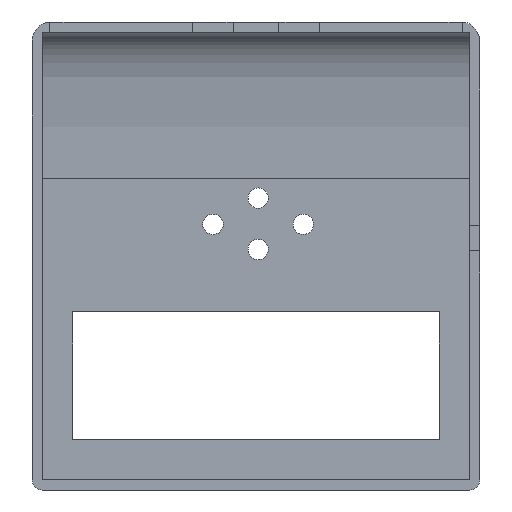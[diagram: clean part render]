
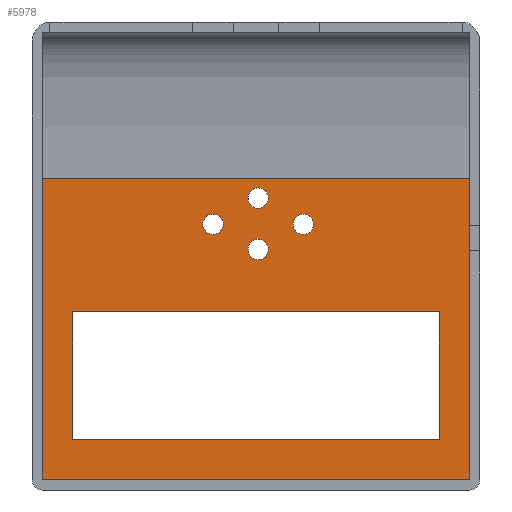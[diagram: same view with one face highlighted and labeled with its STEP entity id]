
A CAD part, front view. The second image highlights one B-rep face of the part: STEP entity #5978.
In plain terms, the highlighted planar face has unit normal (0, -1, 0).
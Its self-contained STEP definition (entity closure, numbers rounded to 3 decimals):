
#45 = FACE_BOUND ( 'NONE', #1583, .T. ) ;
#150 = AXIS2_PLACEMENT_3D ( 'NONE', #487, #488, #489 ) ;
#153 = FACE_BOUND ( 'NONE', #1569, .T. ) ;
#305 = AXIS2_PLACEMENT_3D ( 'NONE', #2837, #2838, #2839 ) ;
#307 = AXIS2_PLACEMENT_3D ( 'NONE', #2794, #2798, #2799 ) ;
#310 = AXIS2_PLACEMENT_3D ( 'NONE', #2818, #2822, #2823 ) ;
#314 = FACE_BOUND ( 'NONE', #1547, .T. ) ;
#315 = FACE_BOUND ( 'NONE', #1546, .T. ) ;
#316 = FACE_OUTER_BOUND ( 'NONE', #6208, .T. ) ;
#319 = FACE_BOUND ( 'NONE', #1548, .T. ) ;
#486 = PLANE ( 'NONE',  #150 ) ;
#487 = CARTESIAN_POINT ( 'NONE',  ( 0., 16., 0. ) ) ;
#488 = DIRECTION ( 'NONE',  ( 0., 1., 0. ) ) ;
#489 = DIRECTION ( 'NONE',  ( 0., 0., 1. ) ) ;
#1290 = ORIENTED_EDGE ( 'NONE', *, *, #1946, .T. ) ;
#1292 = ORIENTED_EDGE ( 'NONE', *, *, #1945, .T. ) ;
#1293 = ORIENTED_EDGE ( 'NONE', *, *, #1947, .T. ) ;
#1294 = ORIENTED_EDGE ( 'NONE', *, *, #2037, .T. ) ;
#1295 = ORIENTED_EDGE ( 'NONE', *, *, #1948, .T. ) ;
#1296 = ORIENTED_EDGE ( 'NONE', *, *, #2042, .T. ) ;
#1297 = ORIENTED_EDGE ( 'NONE', *, *, #1950, .T. ) ;
#1298 = ORIENTED_EDGE ( 'NONE', *, *, #2048, .T. ) ;
#1299 = ORIENTED_EDGE ( 'NONE', *, *, #2053, .T. ) ;
#1300 = ORIENTED_EDGE ( 'NONE', *, *, #1951, .T. ) ;
#1301 = ORIENTED_EDGE ( 'NONE', *, *, #1949, .T. ) ;
#1302 = ORIENTED_EDGE ( 'NONE', *, *, #1952, .T. ) ;
#1303 = ORIENTED_EDGE ( 'NONE', *, *, #1944, .F. ) ;
#1304 = ORIENTED_EDGE ( 'NONE', *, *, #1953, .F. ) ;
#1305 = ORIENTED_EDGE ( 'NONE', *, *, #1942, .F. ) ;
#1306 = ORIENTED_EDGE ( 'NONE', *, *, #1969, .F. ) ;
#1546 = EDGE_LOOP ( 'NONE', ( #1297, #1301, #1300, #1302 ) ) ;
#1547 = EDGE_LOOP ( 'NONE', ( #1293, #1298 ) ) ;
#1548 = EDGE_LOOP ( 'NONE', ( #1295, #1299 ) ) ;
#1569 = EDGE_LOOP ( 'NONE', ( #1290, #1296 ) ) ;
#1583 = EDGE_LOOP ( 'NONE', ( #1292, #1294 ) ) ;
#1942 = EDGE_CURVE ( 'NONE', #3991, #3992, #5694, .T. ) ;
#1944 = EDGE_CURVE ( 'NONE', #3992, #3976, #5700, .T. ) ;
#1945 = EDGE_CURVE ( 'NONE', #3905, #3893, #6052, .T. ) ;
#1946 = EDGE_CURVE ( 'NONE', #3892, #3908, #5990, .T. ) ;
#1947 = EDGE_CURVE ( 'NONE', #3890, #3891, #5836, .T. ) ;
#1948 = EDGE_CURVE ( 'NONE', #3888, #3889, #5835, .T. ) ;
#1949 = EDGE_CURVE ( 'NONE', #3994, #3995, #5715, .T. ) ;
#1950 = EDGE_CURVE ( 'NONE', #3993, #3994, #5718, .T. ) ;
#1951 = EDGE_CURVE ( 'NONE', #3995, #3996, #5721, .T. ) ;
#1952 = EDGE_CURVE ( 'NONE', #3996, #3993, #5724, .T. ) ;
#1953 = EDGE_CURVE ( 'NONE', #3977, #3991, #5727, .T. ) ;
#1969 = EDGE_CURVE ( 'NONE', #3976, #3977, #2313, .T. ) ;
#2037 = EDGE_CURVE ( 'NONE', #3893, #3905, #5816, .T. ) ;
#2042 = EDGE_CURVE ( 'NONE', #3908, #3892, #5813, .T. ) ;
#2048 = EDGE_CURVE ( 'NONE', #3891, #3890, #5811, .T. ) ;
#2053 = EDGE_CURVE ( 'NONE', #3889, #3888, #5807, .T. ) ;
#2313 = LINE ( 'NONE', #2314, #6104 ) ;
#2314 = CARTESIAN_POINT ( 'NONE',  ( -47.737, 16., -49.101 ) ) ;
#2315 = DIRECTION ( 'NONE',  ( 0., 0., 1. ) ) ;
#2772 = CARTESIAN_POINT ( 'NONE',  ( 3.569, 16., 3.114 ) ) ;
#2776 = DIRECTION ( 'NONE',  ( 0., 1., 0. ) ) ;
#2777 = DIRECTION ( 'NONE',  ( 0., 0., 1. ) ) ;
#2794 = CARTESIAN_POINT ( 'NONE',  ( -14.189, 16., 3.114 ) ) ;
#2798 = DIRECTION ( 'NONE',  ( 0., 1., 0. ) ) ;
#2799 = DIRECTION ( 'NONE',  ( 0., 0., 1. ) ) ;
#2818 = CARTESIAN_POINT ( 'NONE',  ( -5.31, 16., 8.275 ) ) ;
#2822 = DIRECTION ( 'NONE',  ( 0., 1., 0. ) ) ;
#2823 = DIRECTION ( 'NONE',  ( 0., 0., 1. ) ) ;
#2837 = CARTESIAN_POINT ( 'NONE',  ( -5.31, 16., -1.818 ) ) ;
#2838 = DIRECTION ( 'NONE',  ( 0., 1., 0. ) ) ;
#2839 = DIRECTION ( 'NONE',  ( 0., 0., 1. ) ) ;
#3201 = CARTESIAN_POINT ( 'NONE',  ( -5.31, 16., 0.182 ) ) ;
#3202 = CARTESIAN_POINT ( 'NONE',  ( -5.31, 16., -3.818 ) ) ;
#3203 = CARTESIAN_POINT ( 'NONE',  ( -5.31, 16., 10.275 ) ) ;
#3204 = CARTESIAN_POINT ( 'NONE',  ( -5.31, 16., 6.275 ) ) ;
#3205 = CARTESIAN_POINT ( 'NONE',  ( -14.189, 16., 5.114 ) ) ;
#3206 = CARTESIAN_POINT ( 'NONE',  ( 3.569, 16., 1.114 ) ) ;
#3218 = CARTESIAN_POINT ( 'NONE',  ( 3.569, 16., 5.114 ) ) ;
#3221 = CARTESIAN_POINT ( 'NONE',  ( -14.189, 16., 1.114 ) ) ;
#3289 = CARTESIAN_POINT ( 'NONE',  ( -47.737, 16., -47.101 ) ) ;
#3290 = CARTESIAN_POINT ( 'NONE',  ( -47.737, 16., 12.231 ) ) ;
#3304 = CARTESIAN_POINT ( 'NONE',  ( 36.263, 16., 12.231 ) ) ;
#3305 = CARTESIAN_POINT ( 'NONE',  ( 36.263, 16., -47.101 ) ) ;
#3306 = CARTESIAN_POINT ( 'NONE',  ( 30.263, 16., -39.101 ) ) ;
#3307 = CARTESIAN_POINT ( 'NONE',  ( -41.737, 16., -39.101 ) ) ;
#3308 = CARTESIAN_POINT ( 'NONE',  ( -41.737, 16., -14.101 ) ) ;
#3309 = CARTESIAN_POINT ( 'NONE',  ( 30.263, 16., -14.101 ) ) ;
#3888 = VERTEX_POINT ( 'NONE', #3201 ) ;
#3889 = VERTEX_POINT ( 'NONE', #3202 ) ;
#3890 = VERTEX_POINT ( 'NONE', #3203 ) ;
#3891 = VERTEX_POINT ( 'NONE', #3204 ) ;
#3892 = VERTEX_POINT ( 'NONE', #3205 ) ;
#3893 = VERTEX_POINT ( 'NONE', #3206 ) ;
#3905 = VERTEX_POINT ( 'NONE', #3218 ) ;
#3908 = VERTEX_POINT ( 'NONE', #3221 ) ;
#3976 = VERTEX_POINT ( 'NONE', #3289 ) ;
#3977 = VERTEX_POINT ( 'NONE', #3290 ) ;
#3991 = VERTEX_POINT ( 'NONE', #3304 ) ;
#3992 = VERTEX_POINT ( 'NONE', #3305 ) ;
#3993 = VERTEX_POINT ( 'NONE', #3306 ) ;
#3994 = VERTEX_POINT ( 'NONE', #3307 ) ;
#3995 = VERTEX_POINT ( 'NONE', #3308 ) ;
#3996 = VERTEX_POINT ( 'NONE', #3309 ) ;
#5693 = CARTESIAN_POINT ( 'NONE',  ( 3.569, 16., 3.114 ) ) ;
#5694 = LINE ( 'NONE', #5695, #6139 ) ;
#5695 = CARTESIAN_POINT ( 'NONE',  ( 36.263, 16., -49.101 ) ) ;
#5696 = DIRECTION ( 'NONE',  ( 0., 0., -1. ) ) ;
#5700 = LINE ( 'NONE', #5701, #6127 ) ;
#5701 = CARTESIAN_POINT ( 'NONE',  ( -49.737, 16., -47.101 ) ) ;
#5702 = DIRECTION ( 'NONE',  ( -1., 0., 0. ) ) ;
#5703 = DIRECTION ( 'NONE',  ( 0., 1., 0. ) ) ;
#5704 = DIRECTION ( 'NONE',  ( 0., 0., 1. ) ) ;
#5705 = CARTESIAN_POINT ( 'NONE',  ( -14.189, 16., 3.114 ) ) ;
#5706 = DIRECTION ( 'NONE',  ( 0., 1., 0. ) ) ;
#5707 = DIRECTION ( 'NONE',  ( 0., 0., 1. ) ) ;
#5708 = CARTESIAN_POINT ( 'NONE',  ( -5.31, 16., 8.275 ) ) ;
#5709 = DIRECTION ( 'NONE',  ( 0., 1., 0. ) ) ;
#5710 = DIRECTION ( 'NONE',  ( 0., 0., 1. ) ) ;
#5711 = CARTESIAN_POINT ( 'NONE',  ( -5.31, 16., -1.818 ) ) ;
#5712 = DIRECTION ( 'NONE',  ( 0., 1., 0. ) ) ;
#5713 = DIRECTION ( 'NONE',  ( 0., 0., 1. ) ) ;
#5715 = LINE ( 'NONE', #5716, #6123 ) ;
#5716 = CARTESIAN_POINT ( 'NONE',  ( -41.737, 16., 0. ) ) ;
#5717 = DIRECTION ( 'NONE',  ( 0., 0., 1. ) ) ;
#5718 = LINE ( 'NONE', #5719, #6122 ) ;
#5719 = CARTESIAN_POINT ( 'NONE',  ( 0., 16., -39.101 ) ) ;
#5720 = DIRECTION ( 'NONE',  ( -1., 0., 0. ) ) ;
#5721 = LINE ( 'NONE', #5722, #6121 ) ;
#5722 = CARTESIAN_POINT ( 'NONE',  ( 0., 16., -14.101 ) ) ;
#5723 = DIRECTION ( 'NONE',  ( 1., 0., 0. ) ) ;
#5724 = LINE ( 'NONE', #5725, #6120 ) ;
#5725 = CARTESIAN_POINT ( 'NONE',  ( 30.263, 16., 0. ) ) ;
#5726 = DIRECTION ( 'NONE',  ( 0., 0., -1. ) ) ;
#5727 = LINE ( 'NONE', #5728, #6118 ) ;
#5728 = CARTESIAN_POINT ( 'NONE',  ( -47.737, 16., 12.231 ) ) ;
#5729 = DIRECTION ( 'NONE',  ( 1., 0., 0. ) ) ;
#5807 = CIRCLE ( 'NONE', #305, 2. ) ;
#5811 = CIRCLE ( 'NONE', #310, 2. ) ;
#5813 = CIRCLE ( 'NONE', #307, 2. ) ;
#5816 = CIRCLE ( 'NONE', #6187, 2. ) ;
#5835 = CIRCLE ( 'NONE', #6124, 2. ) ;
#5836 = CIRCLE ( 'NONE', #6125, 2. ) ;
#5978 = ADVANCED_FACE ( 'NONE', ( #45, #153, #314, #319, #315, #316 ), #486, .F. ) ;
#5990 = CIRCLE ( 'NONE', #6126, 2. ) ;
#6052 = CIRCLE ( 'NONE', #6131, 2. ) ;
#6104 = VECTOR ( 'NONE', #2315, 1000. ) ;
#6118 = VECTOR ( 'NONE', #5729, 1000. ) ;
#6120 = VECTOR ( 'NONE', #5726, 1000. ) ;
#6121 = VECTOR ( 'NONE', #5723, 1000. ) ;
#6122 = VECTOR ( 'NONE', #5720, 1000. ) ;
#6123 = VECTOR ( 'NONE', #5717, 1000. ) ;
#6124 = AXIS2_PLACEMENT_3D ( 'NONE', #5711, #5712, #5713 ) ;
#6125 = AXIS2_PLACEMENT_3D ( 'NONE', #5708, #5709, #5710 ) ;
#6126 = AXIS2_PLACEMENT_3D ( 'NONE', #5705, #5706, #5707 ) ;
#6127 = VECTOR ( 'NONE', #5702, 1000. ) ;
#6131 = AXIS2_PLACEMENT_3D ( 'NONE', #5693, #5703, #5704 ) ;
#6139 = VECTOR ( 'NONE', #5696, 1000. ) ;
#6187 = AXIS2_PLACEMENT_3D ( 'NONE', #2772, #2776, #2777 ) ;
#6208 = EDGE_LOOP ( 'NONE', ( #1304, #1306, #1303, #1305 ) ) ;
